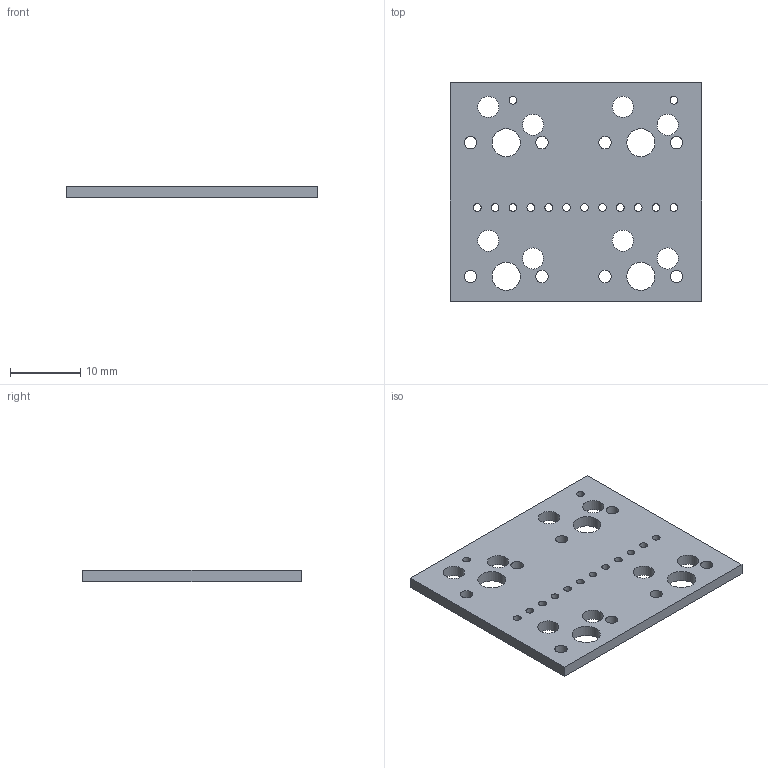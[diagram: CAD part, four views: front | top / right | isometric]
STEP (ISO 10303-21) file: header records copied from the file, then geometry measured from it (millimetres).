
FILE_DESCRIPTION(('FreeCAD Model'),'2;1');
FILE_NAME('pcb.step','2021-07-06T14:10:36',('Author'),(''), 'Open CASCADE STEP processor 7.3','FreeCAD','Unknown');
FILE_SCHEMA(('AUTOMOTIVE_DESIGN { 1 0 10303 214 1 1 1 1 }'));
Length unit declared in the file: millimetre
Products named in the file (6): BigSwitch; Board_Geoms_3ecd; Local_CS_3ecd; Pcb_3ecd; PCB_Sketch_3ecd; Step_Models_3ecd
Assembly tree (5 placements, depth 3):
  BigSwitch
    Board_Geoms_3ecd
      Local_CS_3ecd
      Pcb_3ecd
      PCB_Sketch_3ecd
    Step_Models_3ecd
Bounding box: 35.69 x 31 x 1.6 mm (x, y, z)
Volume: 1547.6 mm3; surface area: 2496.5 mm2
Topology: 1 solids, 1 shells, 40 faces, 118 edges, 84 vertices
Faces by surface type: cylinder 34, plane 6
Full cylindrical faces by diameter (mm): 1.1 x14, 1.75 x8, 3 x8, 3.988 x4
Entity records: 1633 total; most frequent: DIRECTION 278, CARTESIAN_POINT 248, ORIENTED_EDGE 228, AXIS2_PLACEMENT_3D 114, EDGE_CURVE 114, FACE_BOUND 108, EDGE_LOOP 108, VERTEX_POINT 76
